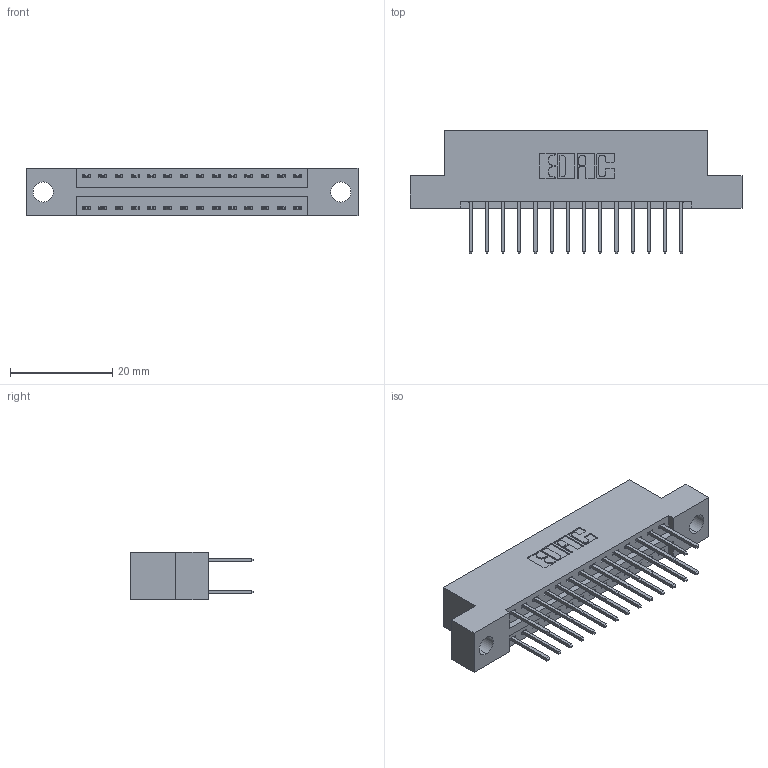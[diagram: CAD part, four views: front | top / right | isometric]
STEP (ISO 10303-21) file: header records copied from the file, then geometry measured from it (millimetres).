
FILE_DESCRIPTION (( 'STEP AP203' ), '1' );
FILE_NAME ('396-028-526-204.STEP', '2019-10-30T05:12:24', ( '' ), ( '' ), 'SwSTEP 2.0', 'SolidWorks 2016', '' );
FILE_SCHEMA (( 'CONFIG_CONTROL_DESIGN' ));
Length unit declared in the file: inch
Products named in the file (3): 345-292-001_345-293-126; 396-028-526-204; 346 Part_Flush Mounting Lugs - 0.156 Dia-TH
Assembly tree (29 placements, depth 2):
  396-028-526-204
    346 Part_Flush Mounting Lugs - 0.156 Dia-TH
    345-292-001_345-293-126  x28
Bounding box: 65.02 x 24.13 x 9.4 mm (x, y, z)
Volume: 6081.2 mm3; surface area: 7937.8 mm2
Topology: 29 solids, 29 shells, 1578 faces, 4669 edges, 3074 vertices
Faces by surface type: plane 1056, cylinder 522
Entity records: 12927 total; most frequent: CARTESIAN_POINT 2168, ORIENTED_EDGE 2102, DIRECTION 1963, EDGE_CURVE 1051, VECTOR 863, LINE 863, VERTEX_POINT 698, AXIS2_PLACEMENT_3D 550
